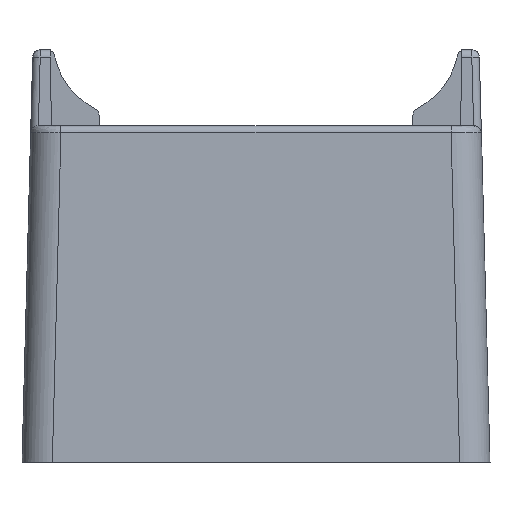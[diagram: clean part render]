
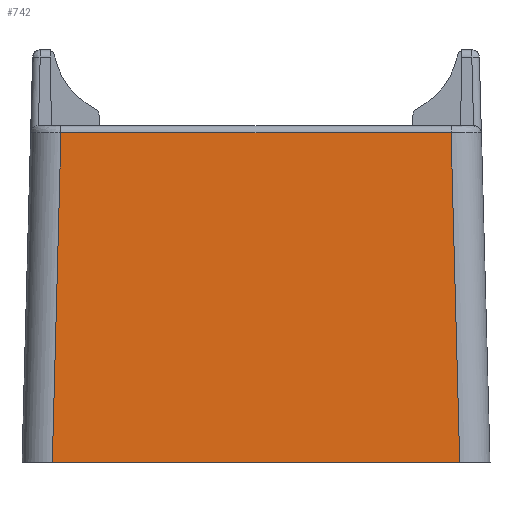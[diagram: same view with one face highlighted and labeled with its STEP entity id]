
A CAD part, left-side view. The second image highlights one B-rep face of the part: STEP entity #742.
In plain terms, the highlighted face is planar.
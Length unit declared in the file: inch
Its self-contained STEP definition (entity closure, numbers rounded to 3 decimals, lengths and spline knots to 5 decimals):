
#169 = EDGE_CURVE ( 'NONE', #1776, #1775, #3209, .T. ) ;
#183 = EDGE_CURVE ( 'NONE', #1785, #1786, #3216, .T. ) ;
#185 = EDGE_CURVE ( 'NONE', #1785, #1776, #3226, .T. ) ;
#187 = EDGE_CURVE ( 'NONE', #1786, #1775, #3229, .T. ) ;
#742 = ADVANCED_FACE ( 'NONE', ( #3442 ), #5495, .T. ) ;
#1775 = VERTEX_POINT ( 'NONE', #10611 ) ;
#1776 = VERTEX_POINT ( 'NONE', #10612 ) ;
#1785 = VERTEX_POINT ( 'NONE', #10621 ) ;
#1786 = VERTEX_POINT ( 'NONE', #10622 ) ;
#2677 = ORIENTED_EDGE ( 'NONE', *, *, #187, .F. ) ;
#2678 = ORIENTED_EDGE ( 'NONE', *, *, #183, .F. ) ;
#2679 = ORIENTED_EDGE ( 'NONE', *, *, #185, .T. ) ;
#2680 = ORIENTED_EDGE ( 'NONE', *, *, #169, .T. ) ;
#3195 = VECTOR ( 'NONE', #4288, 39.37008 ) ;
#3209 = LINE ( 'NONE', #4283, #3195 ) ;
#3216 = LINE ( 'NONE', #4377, #3224 ) ;
#3223 = VECTOR ( 'NONE', #4404, 39.37008 ) ;
#3224 = VECTOR ( 'NONE', #4380, 39.37008 ) ;
#3226 = LINE ( 'NONE', #4382, #3227 ) ;
#3227 = VECTOR ( 'NONE', #4392, 39.37008 ) ;
#3229 = LINE ( 'NONE', #4393, #3223 ) ;
#3442 = FACE_OUTER_BOUND ( 'NONE', #13239, .T. ) ;
#4283 = CARTESIAN_POINT ( 'NONE',  ( 1.16462, -0.65788, 0. ) ) ;
#4288 = DIRECTION ( 'NONE',  ( 0., 1., 0. ) ) ;
#4377 = CARTESIAN_POINT ( 'NONE',  ( 1.14223, 0.53301, 0.85485 ) ) ;
#4380 = DIRECTION ( 'NONE',  ( 0., 1., 0. ) ) ;
#4382 = CARTESIAN_POINT ( 'NONE',  ( 1.14223, -0.50643, 0.85485 ) ) ;
#4392 = DIRECTION ( 'NONE',  ( 0.026, -0.026, -0.999 ) ) ;
#4393 = CARTESIAN_POINT ( 'NONE',  ( 1.14156, 0.50576, 0.88056 ) ) ;
#4404 = DIRECTION ( 'NONE',  ( 0.026, 0.026, -0.999 ) ) ;
#5493 = CARTESIAN_POINT ( 'NONE',  ( 1.14173, -0.65788, 0.87402 ) ) ;
#5495 = PLANE ( 'NONE',  #12190 ) ;
#5498 = DIRECTION ( 'NONE',  ( 1., 0., 0.026 ) ) ;
#5499 = DIRECTION ( 'NONE',  ( 0.026, 0., -1. ) ) ;
#10611 = CARTESIAN_POINT ( 'NONE',  ( 1.16462, 0.52882, 0. ) ) ;
#10612 = CARTESIAN_POINT ( 'NONE',  ( 1.16462, -0.52882, 0. ) ) ;
#10621 = CARTESIAN_POINT ( 'NONE',  ( 1.14223, -0.50643, 0.85485 ) ) ;
#10622 = CARTESIAN_POINT ( 'NONE',  ( 1.14223, 0.50643, 0.85485 ) ) ;
#12190 = AXIS2_PLACEMENT_3D ( 'NONE', #5493, #5498, #5499 ) ;
#13239 = EDGE_LOOP ( 'NONE', ( #2677, #2678, #2679, #2680 ) ) ;
